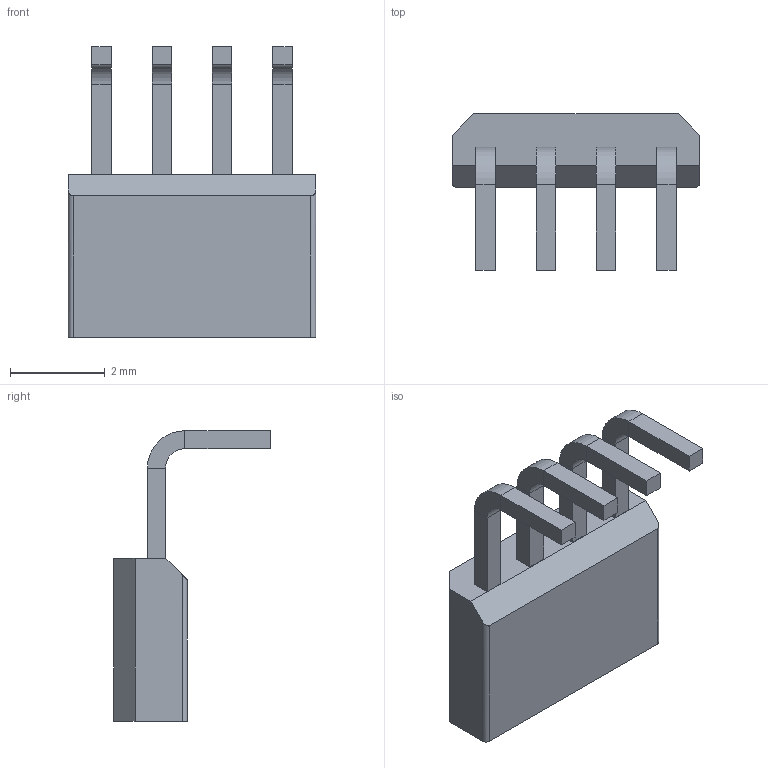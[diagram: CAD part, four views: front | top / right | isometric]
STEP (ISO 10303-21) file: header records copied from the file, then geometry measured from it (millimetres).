
FILE_DESCRIPTION (( 'STEP AP203' ), '1' );
FILE_NAME ('A1425.STEP', '2018-07-28T22:04:53', ( '' ), ( '' ), 'SwSTEP 2.0', 'SolidWorks 2017', '' );
FILE_SCHEMA (( 'CONFIG_CONTROL_DESIGN' ));
Length unit declared in the file: millimetre
Products named in the file (1): A1425
Bounding box: 5.21 x 3.3 x 6.12 mm (x, y, z)
Volume: 29.4 mm3; surface area: 87.8 mm2
Topology: 1 solids, 1 shells, 63 faces, 139 edges, 82 vertices
Faces by surface type: plane 53, cylinder 10
Entity records: 1752 total; most frequent: CARTESIAN_POINT 291, DIRECTION 283, ORIENTED_EDGE 278, EDGE_CURVE 139, LINE 119, VECTOR 119, VERTEX_POINT 82, AXIS2_PLACEMENT_3D 82
